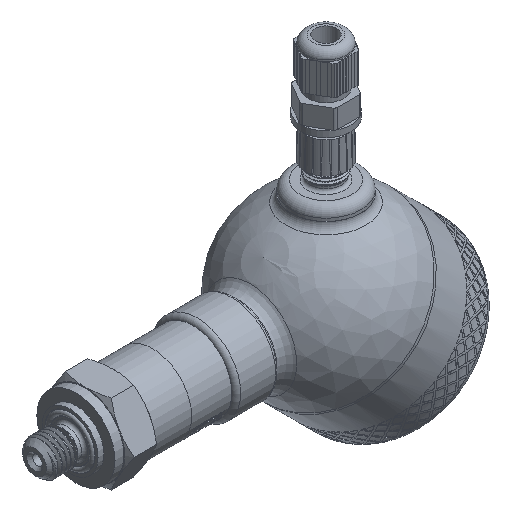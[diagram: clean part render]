
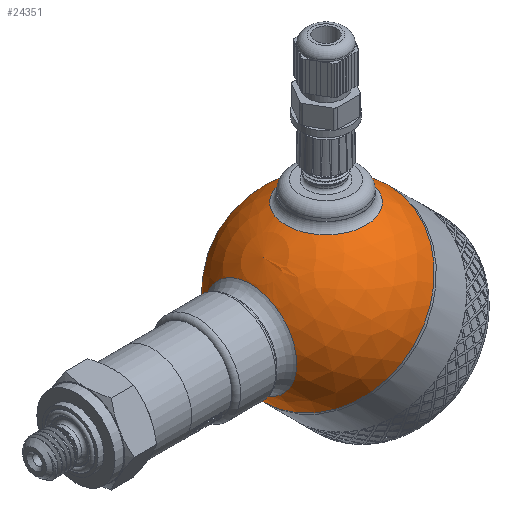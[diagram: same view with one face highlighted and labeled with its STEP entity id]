
A CAD part, isometric view. The second image highlights one B-rep face of the part: STEP entity #24351.
In plain terms, the highlighted spherical face has radius 30 mm.
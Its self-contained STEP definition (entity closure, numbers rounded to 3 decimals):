
#56=SPHERICAL_SURFACE('',#25835,30.);
#140=FACE_BOUND('',#3492,.T.);
#141=FACE_BOUND('',#3493,.T.);
#1905=FACE_OUTER_BOUND('',#3491,.T.);
#3491=EDGE_LOOP('',(#17829,#17830,#17831,#17832));
#3492=EDGE_LOOP('',(#17833));
#3493=EDGE_LOOP('',(#17834));
#4934=CIRCLE('',#25758,30.);
#4935=CIRCLE('',#25759,30.);
#4962=CIRCLE('',#25831,13.5);
#4965=CIRCLE('',#25836,30.);
#4966=CIRCLE('',#25837,15.643);
#9567=VERTEX_POINT('',#32102);
#9568=VERTEX_POINT('',#32104);
#10095=VERTEX_POINT('',#38868);
#10097=VERTEX_POINT('',#38875);
#10098=VERTEX_POINT('',#38877);
#12181=EDGE_CURVE('',#9567,#9568,#4934,.T.);
#12182=EDGE_CURVE('',#9568,#9567,#4935,.T.);
#12975=EDGE_CURVE('',#10095,#10095,#4962,.T.);
#12978=EDGE_CURVE('',#9568,#10097,#4965,.T.);
#12979=EDGE_CURVE('',#10098,#10098,#4966,.T.);
#17829=ORIENTED_EDGE('',*,*,#12182,.F.);
#17830=ORIENTED_EDGE('',*,*,#12978,.T.);
#17831=ORIENTED_EDGE('',*,*,#12978,.F.);
#17832=ORIENTED_EDGE('',*,*,#12181,.F.);
#17833=ORIENTED_EDGE('',*,*,#12979,.F.);
#17834=ORIENTED_EDGE('',*,*,#12975,.F.);
#24351=ADVANCED_FACE('',(#1905,#140,#141),#56,.T.);
#25758=AXIS2_PLACEMENT_3D('',#32105,#27133,#27134);
#25759=AXIS2_PLACEMENT_3D('',#32106,#27135,#27136);
#25831=AXIS2_PLACEMENT_3D('',#38869,#27557,#27558);
#25835=AXIS2_PLACEMENT_3D('',#38874,#27565,#27566);
#25836=AXIS2_PLACEMENT_3D('',#38876,#27567,#27568);
#25837=AXIS2_PLACEMENT_3D('',#38878,#27569,#27570);
#27133=DIRECTION('center_axis',(1.,0.,0.));
#27134=DIRECTION('ref_axis',(0.,1.,0.));
#27135=DIRECTION('center_axis',(1.,0.,0.));
#27136=DIRECTION('ref_axis',(0.,1.,0.));
#27557=DIRECTION('center_axis',(-0.707,0.,-0.707));
#27558=DIRECTION('ref_axis',(-0.707,0.,0.707));
#27565=DIRECTION('center_axis',(1.,0.,0.));
#27566=DIRECTION('ref_axis',(0.,-1.,0.));
#27567=DIRECTION('center_axis',(0.,0.,1.));
#27568=DIRECTION('ref_axis',(0.,1.,0.));
#27569=DIRECTION('center_axis',(-0.707,0.,0.707));
#27570=DIRECTION('ref_axis',(0.707,0.,0.707));
#32102=CARTESIAN_POINT('',(0.,-30.,0.));
#32104=CARTESIAN_POINT('',(0.,30.,0.));
#32105=CARTESIAN_POINT('Origin',(0.,0.,0.));
#32106=CARTESIAN_POINT('Origin',(0.,0.,0.));
#38868=CARTESIAN_POINT('',(-9.398,0.,-28.49));
#38869=CARTESIAN_POINT('Origin',(-18.944,0.,-18.944));
#38874=CARTESIAN_POINT('Origin',(0.,0.,0.));
#38875=CARTESIAN_POINT('',(-30.,0.,0.));
#38876=CARTESIAN_POINT('Origin',(0.,0.,0.));
#38877=CARTESIAN_POINT('',(-29.162,0.,7.04));
#38878=CARTESIAN_POINT('Origin',(-18.101,0.,18.101));
